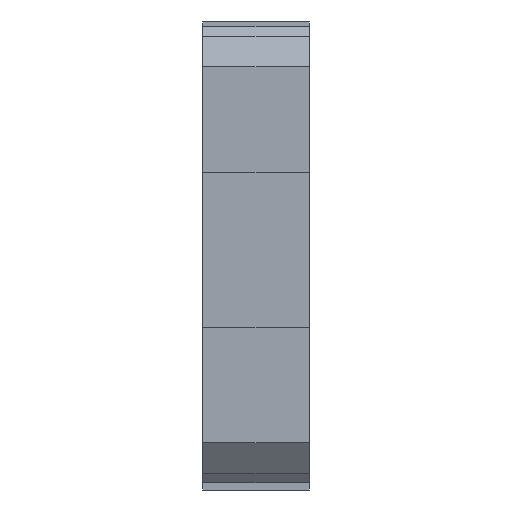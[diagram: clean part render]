
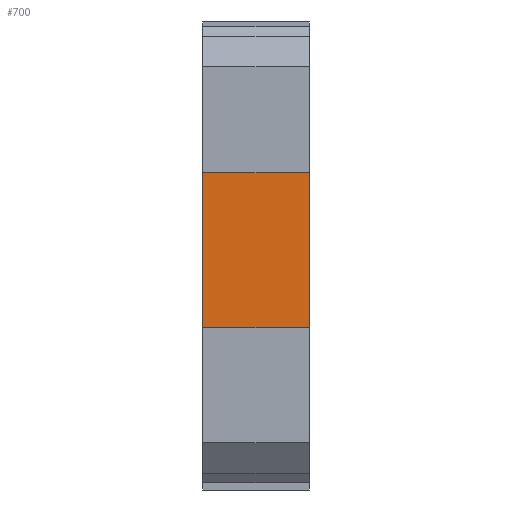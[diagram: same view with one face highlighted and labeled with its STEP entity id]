
A CAD part, front view. The second image highlights one B-rep face of the part: STEP entity #700.
In plain terms, the highlighted planar face has unit normal (0, -1, 0).
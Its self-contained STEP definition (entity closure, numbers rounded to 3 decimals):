
#90 = AXIS2_PLACEMENT_3D ( 'NONE', #3055, #9919, #4830 ) ;
#218 = DIRECTION ( 'NONE',  ( 0., 0., -1. ) ) ;
#338 = EDGE_CURVE ( 'NONE', #4694, #6072, #8042, .T. ) ;
#700 = ADVANCED_FACE ( 'NONE', ( #10166 ), #2925, .T. ) ;
#1332 = CARTESIAN_POINT ( 'NONE',  ( 11.3, 4.2, 17.75 ) ) ;
#1371 = EDGE_LOOP ( 'NONE', ( #6176, #1903, #2247, #4018 ) ) ;
#1773 = CARTESIAN_POINT ( 'NONE',  ( -11.3, 4.2, -17.25 ) ) ;
#1903 = ORIENTED_EDGE ( 'NONE', *, *, #6754, .F. ) ;
#2247 = ORIENTED_EDGE ( 'NONE', *, *, #338, .F. ) ;
#2697 = LINE ( 'NONE', #10430, #9506 ) ;
#2925 = PLANE ( 'NONE',  #90 ) ;
#2949 = CARTESIAN_POINT ( 'NONE',  ( -11.3, 4.2, -17.25 ) ) ;
#3055 = CARTESIAN_POINT ( 'NONE',  ( -11.3, 4.2, 17.75 ) ) ;
#3265 = VECTOR ( 'NONE', #10965, 1000. ) ;
#3335 = VECTOR ( 'NONE', #9025, 1000. ) ;
#4010 = EDGE_CURVE ( 'NONE', #9672, #4198, #6354, .T. ) ;
#4018 = ORIENTED_EDGE ( 'NONE', *, *, #6181, .T. ) ;
#4113 = VECTOR ( 'NONE', #7420, 1000. ) ;
#4198 = VERTEX_POINT ( 'NONE', #5343 ) ;
#4694 = VERTEX_POINT ( 'NONE', #5566 ) ;
#4830 = DIRECTION ( 'NONE',  ( 0., 0., -1. ) ) ;
#5343 = CARTESIAN_POINT ( 'NONE',  ( 11.3, 4.2, -17.25 ) ) ;
#5566 = CARTESIAN_POINT ( 'NONE',  ( -11.3, 4.2, 17.75 ) ) ;
#5574 = LINE ( 'NONE', #1332, #3335 ) ;
#5821 = CARTESIAN_POINT ( 'NONE',  ( -11.3, 4.2, 17.75 ) ) ;
#6072 = VERTEX_POINT ( 'NONE', #9275 ) ;
#6176 = ORIENTED_EDGE ( 'NONE', *, *, #4010, .T. ) ;
#6181 = EDGE_CURVE ( 'NONE', #4694, #9672, #2697, .T. ) ;
#6354 = LINE ( 'NONE', #2949, #4113 ) ;
#6754 = EDGE_CURVE ( 'NONE', #6072, #4198, #5574, .T. ) ;
#7420 = DIRECTION ( 'NONE',  ( 1., 0., 0. ) ) ;
#8042 = LINE ( 'NONE', #5821, #3265 ) ;
#9025 = DIRECTION ( 'NONE',  ( 0., 0., -1. ) ) ;
#9275 = CARTESIAN_POINT ( 'NONE',  ( 11.3, 4.2, 17.75 ) ) ;
#9506 = VECTOR ( 'NONE', #218, 1000. ) ;
#9672 = VERTEX_POINT ( 'NONE', #1773 ) ;
#9919 = DIRECTION ( 'NONE',  ( 0., -1., 0. ) ) ;
#10166 = FACE_OUTER_BOUND ( 'NONE', #1371, .T. ) ;
#10430 = CARTESIAN_POINT ( 'NONE',  ( -11.3, 4.2, 17.75 ) ) ;
#10965 = DIRECTION ( 'NONE',  ( 1., 0., 0. ) ) ;
